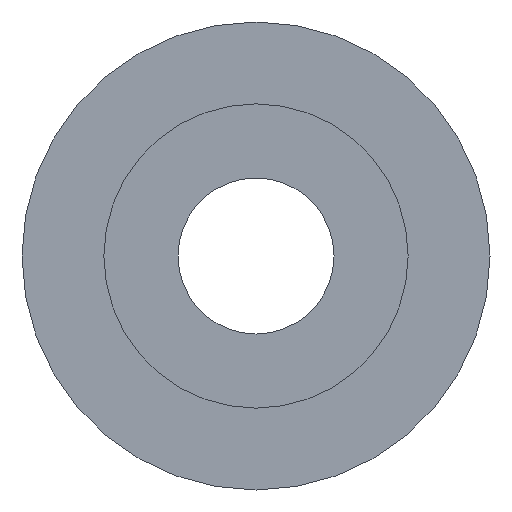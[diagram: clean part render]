
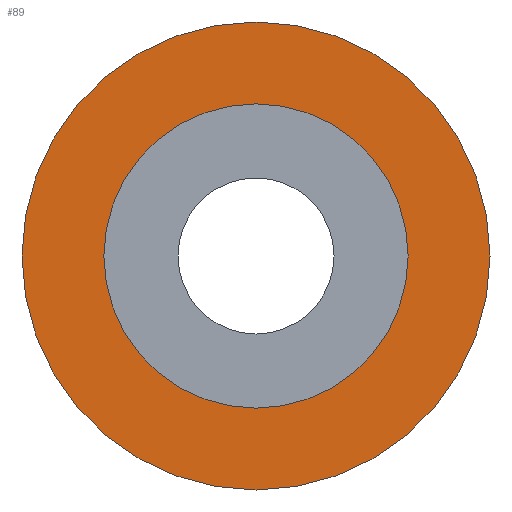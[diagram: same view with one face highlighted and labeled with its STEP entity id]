
A CAD part, front view. The second image highlights one B-rep face of the part: STEP entity #89.
In plain terms, the highlighted planar face has unit normal (0, -1, 0).
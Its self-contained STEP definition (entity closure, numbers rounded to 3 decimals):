
#17=FACE_BOUND('',#35,.T.);
#20=PLANE('',#124);
#26=FACE_OUTER_BOUND('',#34,.T.);
#34=EDGE_LOOP('',(#79));
#35=EDGE_LOOP('',(#80));
#43=CIRCLE('',#115,1.95);
#47=CIRCLE('',#122,3.);
#49=VERTEX_POINT('',#158);
#53=VERTEX_POINT('',#171);
#56=EDGE_CURVE('',#49,#49,#43,.T.);
#62=EDGE_CURVE('',#53,#53,#47,.T.);
#79=ORIENTED_EDGE('',*,*,#62,.F.);
#80=ORIENTED_EDGE('',*,*,#56,.T.);
#89=ADVANCED_FACE('',(#26,#17),#20,.F.);
#115=AXIS2_PLACEMENT_3D('',#160,#132,#133);
#122=AXIS2_PLACEMENT_3D('',#173,#148,#149);
#124=AXIS2_PLACEMENT_3D('',#175,#152,#153);
#132=DIRECTION('center_axis',(0.,1.,0.));
#133=DIRECTION('ref_axis',(-1.,0.,0.));
#148=DIRECTION('center_axis',(0.,1.,0.));
#149=DIRECTION('ref_axis',(-1.,0.,0.));
#152=DIRECTION('center_axis',(0.,1.,0.));
#153=DIRECTION('ref_axis',(0.,0.,1.));
#158=CARTESIAN_POINT('',(1.95,0.,0.));
#160=CARTESIAN_POINT('Origin',(0.,0.,0.));
#171=CARTESIAN_POINT('',(3.,0.,0.));
#173=CARTESIAN_POINT('Origin',(0.,0.,0.));
#175=CARTESIAN_POINT('Origin',(0.,0.,0.));
